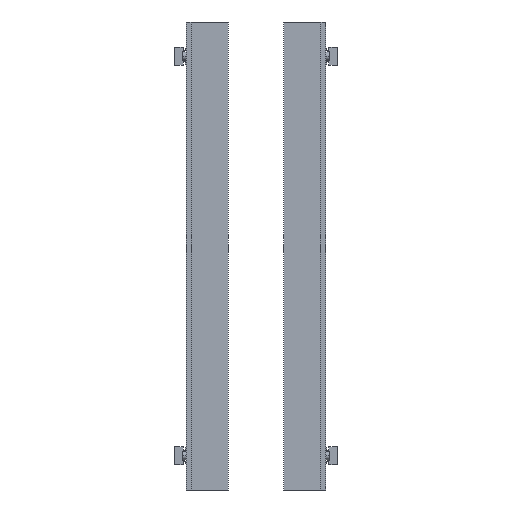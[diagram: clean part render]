
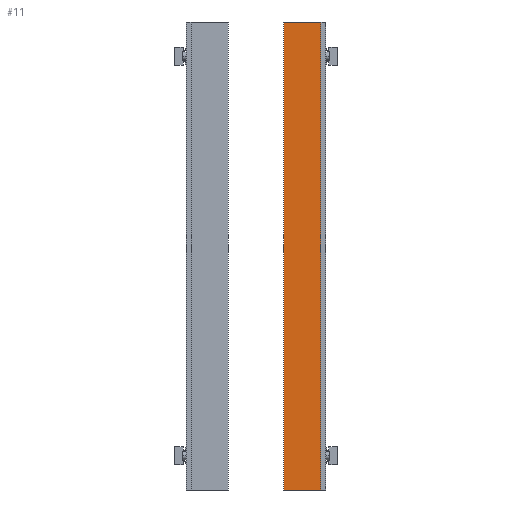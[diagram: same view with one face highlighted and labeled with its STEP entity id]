
A CAD part, front view. The second image highlights one B-rep face of the part: STEP entity #11.
In plain terms, the highlighted planar face has unit normal (0, -1, 0).
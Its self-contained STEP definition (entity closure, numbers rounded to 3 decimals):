
#11 = ADVANCED_FACE ( 'NONE', ( #3435 ), #3720, .T. ) ;
#62 = VECTOR ( 'NONE', #3546, 1000. ) ;
#140 = DIRECTION ( 'NONE',  ( 0., 0., -1. ) ) ;
#141 = EDGE_CURVE ( 'NONE', #1379, #3121, #1877, .T. ) ;
#274 = CARTESIAN_POINT ( 'NONE',  ( 167.5, 0., -3.5 ) ) ;
#374 = DIRECTION ( 'NONE',  ( 0., 0., -1. ) ) ;
#405 = LINE ( 'NONE', #3379, #4071 ) ;
#609 = AXIS2_PLACEMENT_3D ( 'NONE', #4152, #1127, #374 ) ;
#882 = ORIENTED_EDGE ( 'NONE', *, *, #141, .T. ) ;
#1127 = DIRECTION ( 'NONE',  ( 0., -1., 0. ) ) ;
#1215 = CARTESIAN_POINT ( 'NONE',  ( -167.5, 0., -3.5 ) ) ;
#1379 = VERTEX_POINT ( 'NONE', #1215 ) ;
#1525 = VERTEX_POINT ( 'NONE', #274 ) ;
#1526 = CARTESIAN_POINT ( 'NONE',  ( -167.5, 0., -3.5 ) ) ;
#1679 = VECTOR ( 'NONE', #3172, 1000. ) ;
#1825 = CARTESIAN_POINT ( 'NONE',  ( -167.5, 0., -30. ) ) ;
#1877 = LINE ( 'NONE', #3917, #1679 ) ;
#2115 = EDGE_CURVE ( 'NONE', #3121, #2849, #405, .T. ) ;
#2483 = CARTESIAN_POINT ( 'NONE',  ( 167.5, 0., -3.5 ) ) ;
#2732 = CARTESIAN_POINT ( 'NONE',  ( 167.5, 0., -30. ) ) ;
#2765 = VECTOR ( 'NONE', #140, 1000. ) ;
#2849 = VERTEX_POINT ( 'NONE', #2732 ) ;
#2853 = EDGE_LOOP ( 'NONE', ( #3384, #2918, #882, #3391 ) ) ;
#2918 = ORIENTED_EDGE ( 'NONE', *, *, #4139, .F. ) ;
#3096 = DIRECTION ( 'NONE',  ( 1., 0., 0. ) ) ;
#3121 = VERTEX_POINT ( 'NONE', #1825 ) ;
#3141 = LINE ( 'NONE', #2483, #2765 ) ;
#3172 = DIRECTION ( 'NONE',  ( 0., 0., -1. ) ) ;
#3177 = EDGE_CURVE ( 'NONE', #1525, #2849, #3141, .T. ) ;
#3379 = CARTESIAN_POINT ( 'NONE',  ( -167.5, 0., -30. ) ) ;
#3384 = ORIENTED_EDGE ( 'NONE', *, *, #3177, .F. ) ;
#3391 = ORIENTED_EDGE ( 'NONE', *, *, #2115, .T. ) ;
#3435 = FACE_OUTER_BOUND ( 'NONE', #2853, .T. ) ;
#3546 = DIRECTION ( 'NONE',  ( 1., 0., 0. ) ) ;
#3720 = PLANE ( 'NONE',  #609 ) ;
#3917 = CARTESIAN_POINT ( 'NONE',  ( -167.5, 0., -3.5 ) ) ;
#4071 = VECTOR ( 'NONE', #3096, 1000. ) ;
#4139 = EDGE_CURVE ( 'NONE', #1379, #1525, #4220, .T. ) ;
#4152 = CARTESIAN_POINT ( 'NONE',  ( -167.5, 0., -3.5 ) ) ;
#4220 = LINE ( 'NONE', #1526, #62 ) ;
